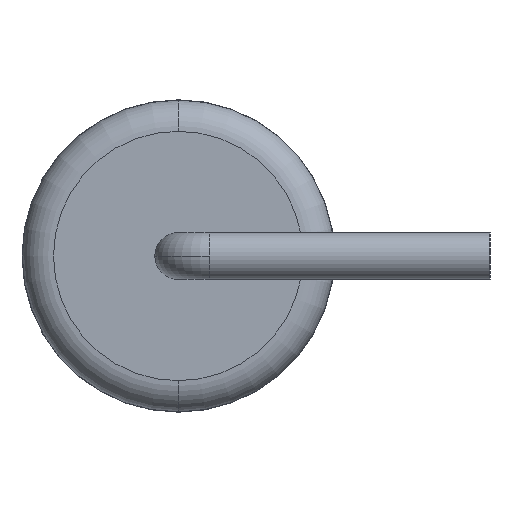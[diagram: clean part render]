
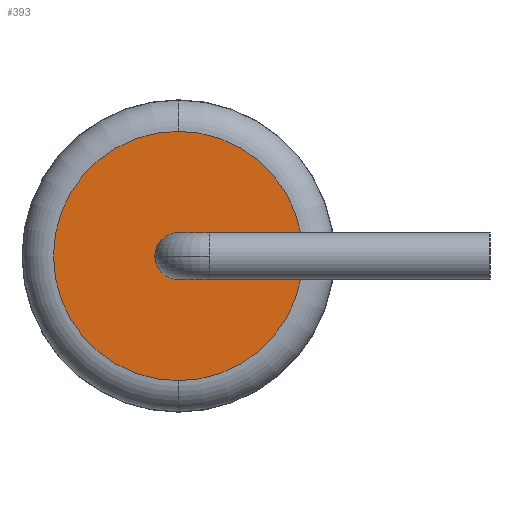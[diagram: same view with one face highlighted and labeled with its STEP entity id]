
A CAD part, left-side view. The second image highlights one B-rep face of the part: STEP entity #393.
In plain terms, the highlighted planar face has unit normal (-1, 0, 0).
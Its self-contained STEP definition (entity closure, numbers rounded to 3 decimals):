
#33 = EDGE_LOOP ( 'NONE', ( #449, #232 ) ) ;
#118 = CARTESIAN_POINT ( 'NONE',  ( -7.75, 3., 0.375 ) ) ;
#180 = AXIS2_PLACEMENT_3D ( 'NONE', #486, #227, #1053 ) ;
#212 = CARTESIAN_POINT ( 'NONE',  ( -7.75, 3., 0. ) ) ;
#222 = PLANE ( 'NONE',  #521 ) ;
#227 = DIRECTION ( 'NONE',  ( -1., 0., 0. ) ) ;
#232 = ORIENTED_EDGE ( 'NONE', *, *, #1188, .T. ) ;
#265 = VERTEX_POINT ( 'NONE', #118 ) ;
#273 = VERTEX_POINT ( 'NONE', #767 ) ;
#303 = VERTEX_POINT ( 'NONE', #754 ) ;
#309 = EDGE_CURVE ( 'NONE', #265, #303, #560, .T. ) ;
#319 = EDGE_CURVE ( 'NONE', #303, #265, #381, .T. ) ;
#334 = DIRECTION ( 'NONE',  ( -1., 0., 0. ) ) ;
#381 = CIRCLE ( 'NONE', #1132, 0.375 ) ;
#387 = DIRECTION ( 'NONE',  ( 0., 0., -1. ) ) ;
#393 = ADVANCED_FACE ( 'NONE', ( #930, #577 ), #222, .F. ) ;
#396 = CARTESIAN_POINT ( 'NONE',  ( -7.75, 3., -2. ) ) ;
#416 = DIRECTION ( 'NONE',  ( 0., 0., 1. ) ) ;
#421 = AXIS2_PLACEMENT_3D ( 'NONE', #892, #334, #416 ) ;
#449 = ORIENTED_EDGE ( 'NONE', *, *, #744, .T. ) ;
#464 = ORIENTED_EDGE ( 'NONE', *, *, #309, .F. ) ;
#478 = DIRECTION ( 'NONE',  ( -1., 0., 0. ) ) ;
#482 = CARTESIAN_POINT ( 'NONE',  ( -7.75, 3., 0. ) ) ;
#486 = CARTESIAN_POINT ( 'NONE',  ( -7.75, 3., 0. ) ) ;
#521 = AXIS2_PLACEMENT_3D ( 'NONE', #482, #758, #650 ) ;
#558 = DIRECTION ( 'NONE',  ( 0., 0., -1. ) ) ;
#560 = CIRCLE ( 'NONE', #904, 0.375 ) ;
#577 = FACE_OUTER_BOUND ( 'NONE', #33, .T. ) ;
#588 = CIRCLE ( 'NONE', #180, 2. ) ;
#630 = CIRCLE ( 'NONE', #421, 2. ) ;
#650 = DIRECTION ( 'NONE',  ( 0., 0., -1. ) ) ;
#654 = EDGE_LOOP ( 'NONE', ( #464, #871 ) ) ;
#661 = DIRECTION ( 'NONE',  ( -1., 0., 0. ) ) ;
#744 = EDGE_CURVE ( 'NONE', #273, #852, #588, .T. ) ;
#754 = CARTESIAN_POINT ( 'NONE',  ( -7.75, 3., -0.375 ) ) ;
#758 = DIRECTION ( 'NONE',  ( 1., 0., 0. ) ) ;
#767 = CARTESIAN_POINT ( 'NONE',  ( -7.75, 3., 2. ) ) ;
#852 = VERTEX_POINT ( 'NONE', #396 ) ;
#871 = ORIENTED_EDGE ( 'NONE', *, *, #319, .F. ) ;
#892 = CARTESIAN_POINT ( 'NONE',  ( -7.75, 3., 0. ) ) ;
#904 = AXIS2_PLACEMENT_3D ( 'NONE', #212, #661, #558 ) ;
#930 = FACE_BOUND ( 'NONE', #654, .T. ) ;
#1047 = CARTESIAN_POINT ( 'NONE',  ( -7.75, 3., 0. ) ) ;
#1053 = DIRECTION ( 'NONE',  ( 0., 0., 1. ) ) ;
#1132 = AXIS2_PLACEMENT_3D ( 'NONE', #1047, #478, #387 ) ;
#1188 = EDGE_CURVE ( 'NONE', #852, #273, #630, .T. ) ;
